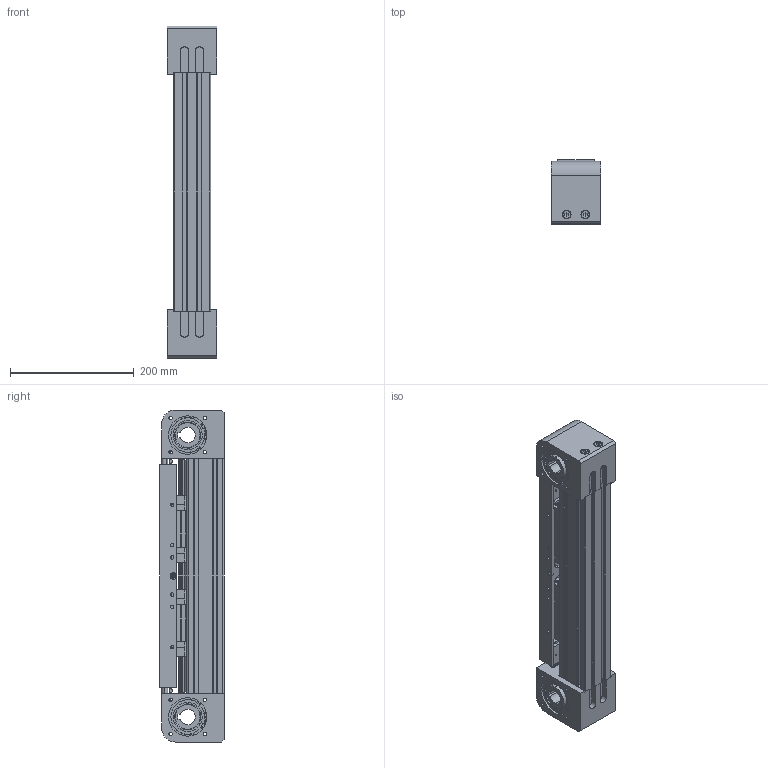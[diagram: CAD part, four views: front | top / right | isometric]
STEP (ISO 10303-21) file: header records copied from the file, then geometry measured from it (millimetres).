
FILE_DESCRIPTION (( 'STEP AP214' ), '1' );
FILE_NAME ('BLM60-0.STEP', '2023-02-28T07:44:55', ( '' ), ( '' ), 'SwSTEP 2.0', 'SolidWorks 2023', '' );
FILE_SCHEMA (( 'AUTOMOTIVE_DESIGN' ));
Length unit declared in the file: millimetre
Products named in the file (1): BLM60-0
Bounding box: 80 x 104 x 536 mm (x, y, z)
Volume: 2747695.5 mm3; surface area: 659770.8 mm2
Topology: 117 solids, 117 shells, 2639 faces, 6854 edges, 4360 vertices
Faces by surface type: plane 1229, cylinder 1042, torus 176, sphere 116, cone 52, bspline 24
Entity records: 113654 total; most frequent: CARTESIAN_POINT 18384, DIRECTION 14176, ORIENTED_EDGE 13004, EDGE_CURVE 6502, AXIS2_PLACEMENT_3D 5224, VERTEX_POINT 4248, VECTOR 3728, LINE 3728
